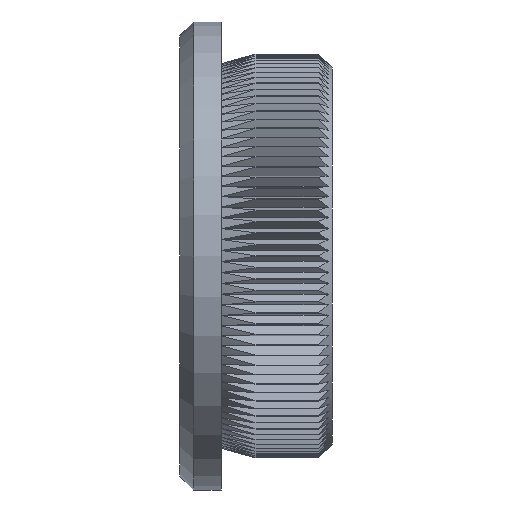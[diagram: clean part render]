
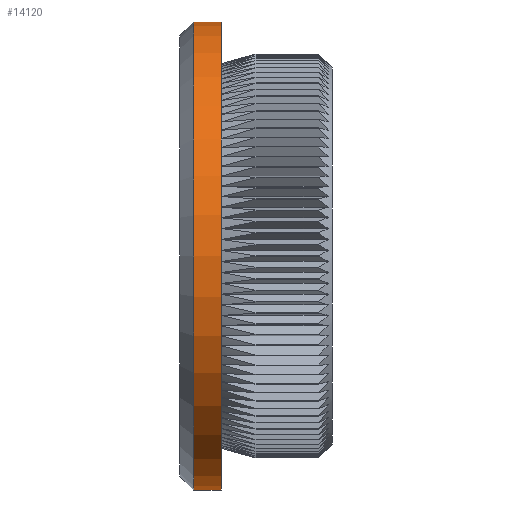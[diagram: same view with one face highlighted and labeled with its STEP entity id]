
A CAD part, left-side view. The second image highlights one B-rep face of the part: STEP entity #14120.
In plain terms, the highlighted cylindrical face has radius 16.85 mm (diameter 33.7 mm), a partial arc.
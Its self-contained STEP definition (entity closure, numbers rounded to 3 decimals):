
#2195 = CARTESIAN_POINT ( 'NONE',  ( 0., 0., 0. ) ) ;
#4973 = DIRECTION ( 'NONE',  ( 0., -1., 0. ) ) ;
#7939 = VERTEX_POINT ( 'NONE', #25325 ) ;
#8312 = AXIS2_PLACEMENT_3D ( 'NONE', #25984, #4973, #21270 ) ;
#8728 = VECTOR ( 'NONE', #9601, 1000. ) ;
#8885 = CARTESIAN_POINT ( 'NONE',  ( 0., 0., -16.85 ) ) ;
#9601 = DIRECTION ( 'NONE',  ( 0., -1., 0. ) ) ;
#10456 = VECTOR ( 'NONE', #11479, 1000. ) ;
#10852 = CARTESIAN_POINT ( 'NONE',  ( 0., 8., -16.85 ) ) ;
#10904 = FACE_OUTER_BOUND ( 'NONE', #12123, .T. ) ;
#11479 = DIRECTION ( 'NONE',  ( 0., -1., 0. ) ) ;
#11509 = DIRECTION ( 'NONE',  ( 0., 0., 1. ) ) ;
#12123 = EDGE_LOOP ( 'NONE', ( #29270, #17138, #19767, #16274 ) ) ;
#12706 = CYLINDRICAL_SURFACE ( 'NONE', #16487, 16.85 ) ;
#13715 = EDGE_CURVE ( 'NONE', #7939, #28440, #28117, .T. ) ;
#14120 = ADVANCED_FACE ( 'NONE', ( #10904 ), #12706, .T. ) ;
#16178 = CARTESIAN_POINT ( 'NONE',  ( 0., 10., 0. ) ) ;
#16230 = CIRCLE ( 'NONE', #8312, 16.85 ) ;
#16274 = ORIENTED_EDGE ( 'NONE', *, *, #16490, .F. ) ;
#16487 = AXIS2_PLACEMENT_3D ( 'NONE', #2195, #25679, #18502 ) ;
#16490 = EDGE_CURVE ( 'NONE', #18960, #28440, #16230, .T. ) ;
#17138 = ORIENTED_EDGE ( 'NONE', *, *, #26480, .T. ) ;
#18427 = DIRECTION ( 'NONE',  ( 0., -1., 0. ) ) ;
#18502 = DIRECTION ( 'NONE',  ( 0., 0., -1. ) ) ;
#18863 = LINE ( 'NONE', #27292, #10456 ) ;
#18960 = VERTEX_POINT ( 'NONE', #28708 ) ;
#19767 = ORIENTED_EDGE ( 'NONE', *, *, #13715, .T. ) ;
#21270 = DIRECTION ( 'NONE',  ( 0., 0., -1. ) ) ;
#21904 = CARTESIAN_POINT ( 'NONE',  ( 0., 10., 16.85 ) ) ;
#24096 = EDGE_CURVE ( 'NONE', #27255, #18960, #18863, .T. ) ;
#25325 = CARTESIAN_POINT ( 'NONE',  ( 0., 10., -16.85 ) ) ;
#25679 = DIRECTION ( 'NONE',  ( 0., -1., 0. ) ) ;
#25984 = CARTESIAN_POINT ( 'NONE',  ( 0., 8., 0. ) ) ;
#26480 = EDGE_CURVE ( 'NONE', #27255, #7939, #26801, .T. ) ;
#26801 = CIRCLE ( 'NONE', #29568, 16.85 ) ;
#27255 = VERTEX_POINT ( 'NONE', #21904 ) ;
#27292 = CARTESIAN_POINT ( 'NONE',  ( 0., 0., 16.85 ) ) ;
#28117 = LINE ( 'NONE', #8885, #8728 ) ;
#28440 = VERTEX_POINT ( 'NONE', #10852 ) ;
#28708 = CARTESIAN_POINT ( 'NONE',  ( 0., 8., 16.85 ) ) ;
#29270 = ORIENTED_EDGE ( 'NONE', *, *, #24096, .F. ) ;
#29568 = AXIS2_PLACEMENT_3D ( 'NONE', #16178, #18427, #11509 ) ;
